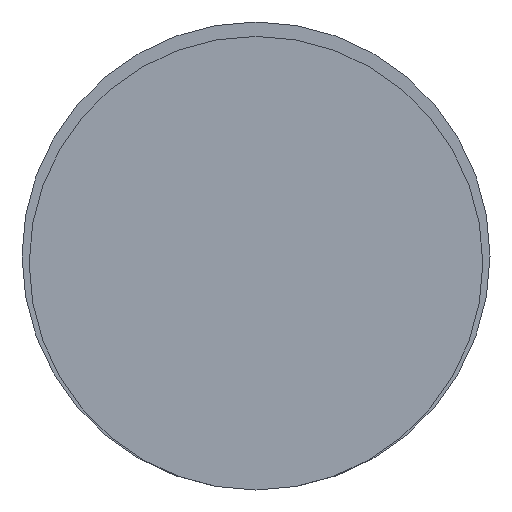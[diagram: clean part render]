
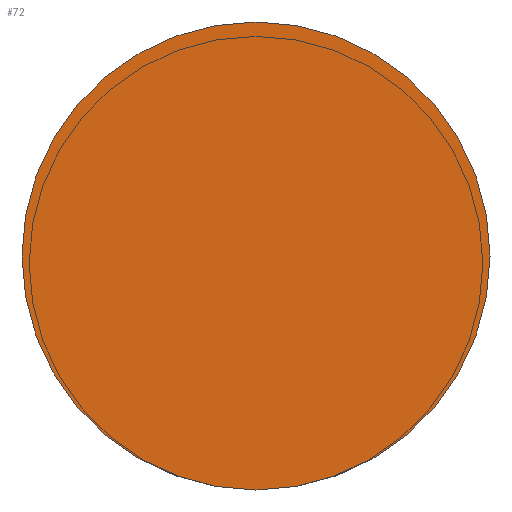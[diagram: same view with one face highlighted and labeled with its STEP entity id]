
A CAD part, front view. The second image highlights one B-rep face of the part: STEP entity #72.
In plain terms, the highlighted planar face has unit normal (0, -1, 0).
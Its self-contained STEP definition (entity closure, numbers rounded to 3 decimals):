
#72 = ADVANCED_FACE( '', ( #120 ), #121, .T. );
#120 = FACE_OUTER_BOUND( '', #154, .T. );
#121 = PLANE( '', #155 );
#154 = EDGE_LOOP( '', ( #176 ) );
#155 = AXIS2_PLACEMENT_3D( '', #177, #178, #179 );
#176 = ORIENTED_EDGE( '', *, *, #209, .T. );
#177 = CARTESIAN_POINT( '', ( 0., -500.1, 0. ) );
#178 = DIRECTION( '', ( 0., -1., 0. ) );
#179 = DIRECTION( '', ( 0., 0., -1. ) );
#209 = EDGE_CURVE( '', #219, #219, #220, .T. );
#219 = VERTEX_POINT( '', #233 );
#220 = CIRCLE( '', #234, 3.25 );
#233 = CARTESIAN_POINT( '', ( 3.25, -500.1, 0. ) );
#234 = AXIS2_PLACEMENT_3D( '', #246, #247, #248 );
#246 = CARTESIAN_POINT( '', ( 0., -500.1, 0. ) );
#247 = DIRECTION( '', ( 0., -1., 0. ) );
#248 = DIRECTION( '', ( 1., 0., 0. ) );
